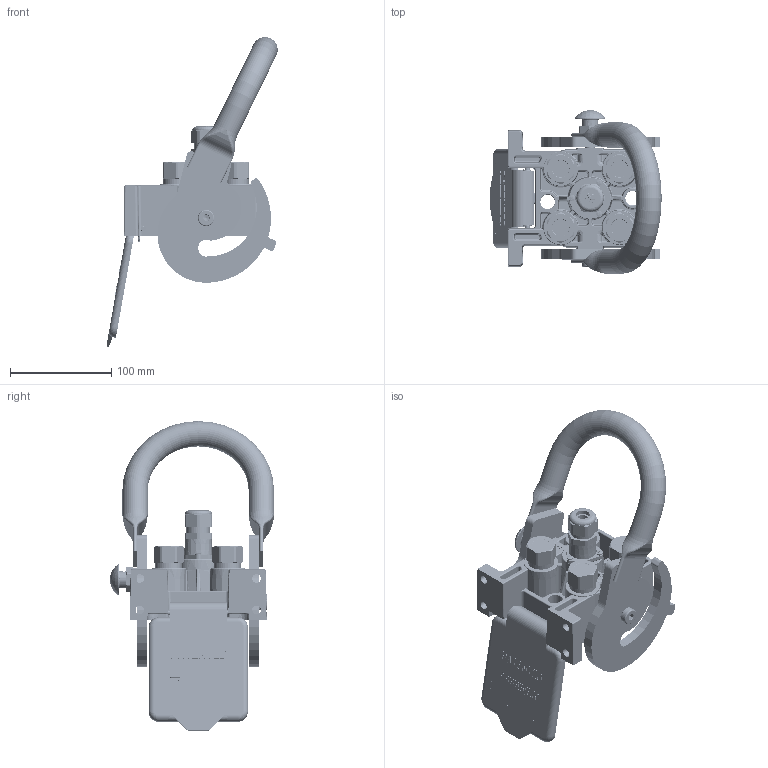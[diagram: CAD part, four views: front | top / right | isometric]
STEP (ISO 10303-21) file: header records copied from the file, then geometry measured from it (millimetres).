
FILE_DESCRIPTION (( 'STEP AP214' ), '1' );
FILE_NAME ('FASTER.step', '2021-11-15T12:42:55', ( '' ), ( '' ), 'SwSTEP 2.0', 'SolidWorks 2017', '' );
FILE_SCHEMA (( 'AUTOMOTIVE_DESIGN' ));
Length unit declared in the file: millimetre
Products named in the file (34): sicura_p5; 4830_022_0000_011; 4820_001_0004_000; or1_5x7_m; 4830_024_4001_000^4830_024_4001_000; 0048_317_1000_000; CURS_MOLLA_38; 4810_001_0001_014; 4830_025_0000_001; 4830_025_2000_000; 4132_014_0000_000; 4830_070_0000_001; 4840_024_1000_010; 4241_072_0000_200; 4830_025_1000_000; 4832_020_4001_000; 4830_044_0000_000; conn_3p_f; 4830_046_0000_000; 4830_001_0005_300; A_2ffnb38_npt_f; 4132_072_0000_300; 4840_024_1000_020; 4830_013_3000_030; 0048_042_0412_000; 4830_024_4001_000; corpospel08-3f; 4830_024_4001_011; FASTER; 4830_001_0005_301; 2ffnb38_npt_f; et011; P506-1_F_BASE
Assembly tree (39 placements, depth 4):
  4830_024_4001_000^4830_024_4001_000
  FASTER
    P506-1_F_BASE
      4832_020_4001_000
      4830_013_3000_030  x2
      4820_001_0004_000
      4810_001_0001_014
      4830_001_0005_300
      4830_001_0005_301
      0048_317_1000_000  x2
    A_2ffnb38_npt_f  x4
      CURS_MOLLA_38
        4132_072_0000_300
        4132_014_0000_000
      2ffnb38_npt_f
        2ffnb38_npt_f
    conn_3p_f
      corpospel08-3f
      4830_044_0000_000  x3
      4830_046_0000_000
      4241_072_0000_200
    4830_024_4001_000
      sicura_p5
        4830_025_0000_001
        or1_5x7_m
        0048_042_0412_000
      4840_024_1000_010
      4840_024_1000_020
      4830_024_4001_011
      4830_025_2000_000
      4830_025_1000_000
      4830_022_0000_011
      4830_070_0000_001
    et011
Bounding box: 168.92 x 161.73 x 305.46 mm (x, y, z)
Volume: 237559.8 mm3; surface area: 322436.1 mm2
Topology: 26 solids, 96 shells, 5896 faces, 15779 edges, 10069 vertices
Faces by surface type: plane 3228, cylinder 1189, bspline 529, torus 474, cone 418, sphere 58
Entity records: 216612 total; most frequent: CARTESIAN_POINT 85382, ORIENTED_EDGE 26113, DIRECTION 23513, EDGE_CURVE 13462, VECTOR 8757, LINE 8757, VERTEX_POINT 8603, AXIS2_PLACEMENT_3D 7378
